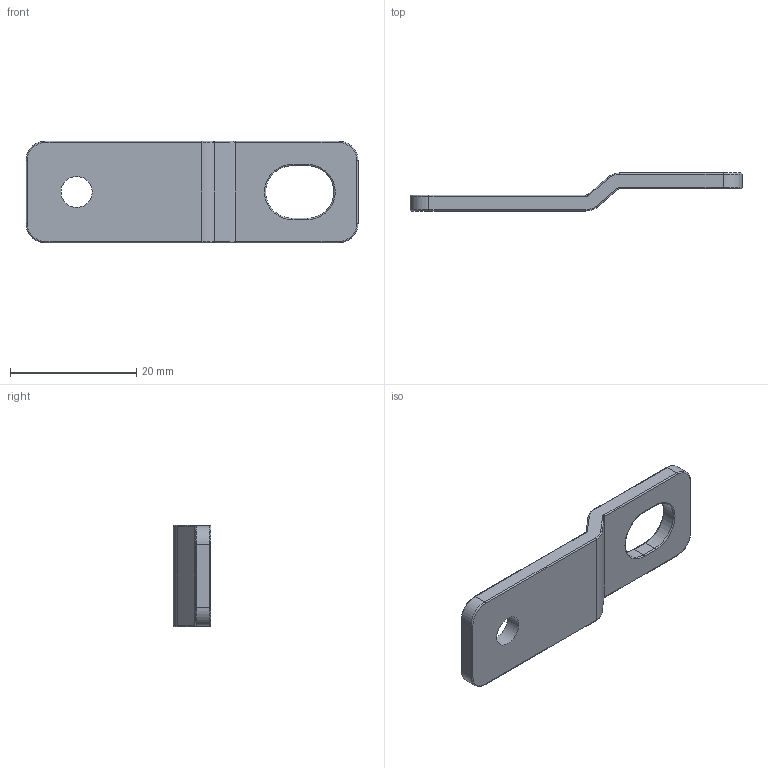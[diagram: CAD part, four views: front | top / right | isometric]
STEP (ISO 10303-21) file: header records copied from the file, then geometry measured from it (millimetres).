
FILE_DESCRIPTION(/* description */ (''),/* implementation_level */ '2;1');
FILE_NAME(/* name */ '0113100502 - ABL Einzellasche M6.stp',/* time_stamp */ '2019-08-02T10:49:08+02:00',/* author */ ('alexander.rose'),/* organization */ (''),/* preprocessor_version */ 'ST-DEVELOPER v17',/* originating_system */ 'Autodesk Inventor 2019',/* authorisation */ '');
FILE_SCHEMA (('AUTOMOTIVE_DESIGN { 1 0 10303 214 3 1 1 }'));
Length unit declared in the file: millimetre
Products named in the file (1): 0113100502 - ABL Einzellasche M6
Bounding box: 52.5 x 6 x 16 mm (x, y, z)
Volume: 1890.7 mm3; surface area: 1938.3 mm2
Topology: 1 solids, 1 shells, 63 faces, 143 edges, 82 vertices
Faces by surface type: cylinder 31, torus 20, plane 12
Full cylindrical faces by diameter (mm): 4.917 x1
Entity records: 1806 total; most frequent: DIRECTION 353, CARTESIAN_POINT 289, ORIENTED_EDGE 286, AXIS2_PLACEMENT_3D 146, EDGE_CURVE 143, CIRCLE 82, VERTEX_POINT 82, EDGE_LOOP 67
